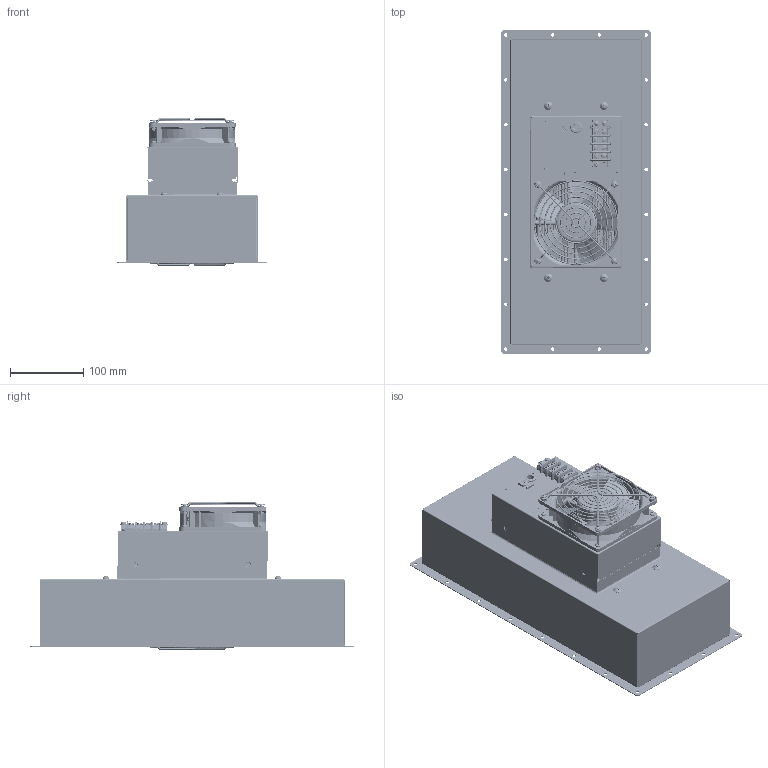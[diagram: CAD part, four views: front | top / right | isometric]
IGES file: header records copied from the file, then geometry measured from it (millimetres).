
Start section: SolidWorks IGES file using analytic representation for surfaces
Global section: file name: IHP-400-500 style B.IGS; native system: SolidWorks 2016; preprocessor: SolidWorks 2016; author: Afshin; date: 160511.084406; units: inch
Bounding box: 204.72 x 442.31 x 201.58 mm (x, y, z)
Surface area: 1492009.4 mm2 (no closed solid volume)
Topology: 0 solids, 0 shells, 1920 faces, 25679 edges, 25648 vertices
Faces by surface type: bspline 1163, revolution 757
